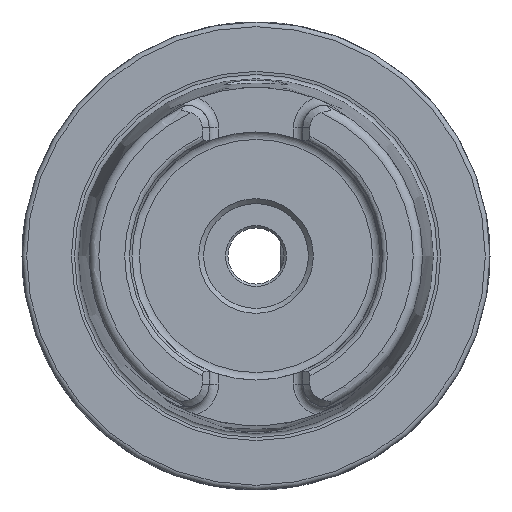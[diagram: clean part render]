
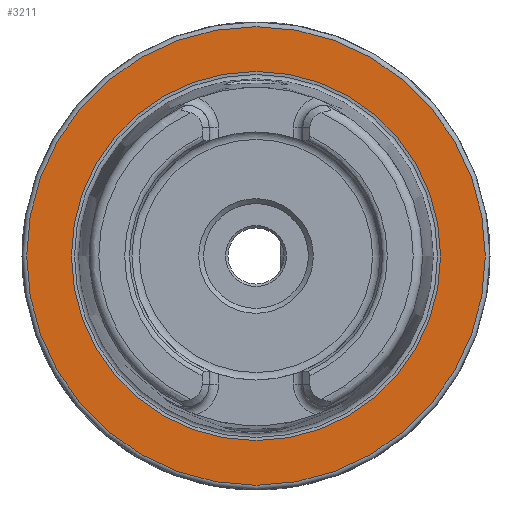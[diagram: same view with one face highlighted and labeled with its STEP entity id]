
A CAD part, left-side view. The second image highlights one B-rep face of the part: STEP entity #3211.
In plain terms, the highlighted planar face has unit normal (-1, 0, 0).
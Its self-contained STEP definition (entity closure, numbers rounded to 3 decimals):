
#148=FACE_BOUND('',#475,.T.);
#168=PLANE('',#3532);
#277=FACE_OUTER_BOUND('',#474,.T.);
#474=EDGE_LOOP('',(#2422));
#475=EDGE_LOOP('',(#2423));
#684=CIRCLE('',#3518,39.43);
#694=CIRCLE('',#3533,49.);
#1413=VERTEX_POINT('',#7746);
#1421=VERTEX_POINT('',#7772);
#1785=EDGE_CURVE('',#1413,#1413,#684,.T.);
#1797=EDGE_CURVE('',#1421,#1421,#694,.T.);
#2422=ORIENTED_EDGE('',*,*,#1797,.F.);
#2423=ORIENTED_EDGE('',*,*,#1785,.T.);
#3211=ADVANCED_FACE('',(#277,#148),#168,.T.);
#3518=AXIS2_PLACEMENT_3D('',#7748,#4049,#4050);
#3532=AXIS2_PLACEMENT_3D('',#7771,#4079,#4080);
#3533=AXIS2_PLACEMENT_3D('',#7773,#4081,#4082);
#4049=DIRECTION('center_axis',(1.,0.,0.));
#4050=DIRECTION('ref_axis',(0.,1.,0.));
#4079=DIRECTION('center_axis',(-1.,0.,0.));
#4080=DIRECTION('ref_axis',(0.,0.,1.));
#4081=DIRECTION('center_axis',(1.,0.,0.));
#4082=DIRECTION('ref_axis',(0.,0.,-1.));
#7746=CARTESIAN_POINT('',(0.,-39.43,0.));
#7748=CARTESIAN_POINT('Origin',(0.,0.,0.));
#7771=CARTESIAN_POINT('Origin',(0.,49.,0.));
#7772=CARTESIAN_POINT('',(0.,0.,49.));
#7773=CARTESIAN_POINT('Origin',(0.,0.,0.));
